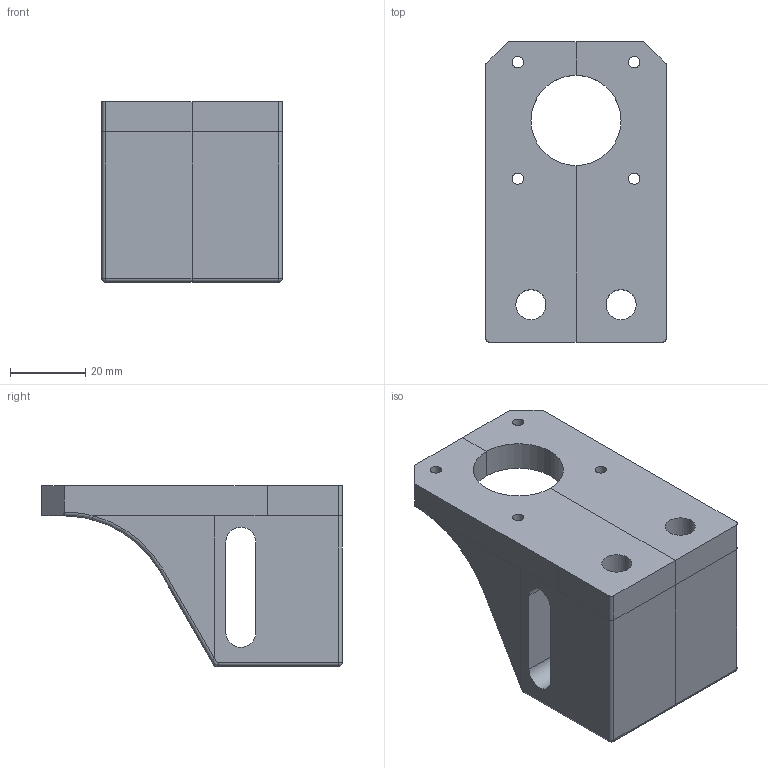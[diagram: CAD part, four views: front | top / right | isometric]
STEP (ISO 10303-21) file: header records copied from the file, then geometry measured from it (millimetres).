
FILE_DESCRIPTION(('FreeCAD Model'),'2;1');
FILE_NAME('NEMAMount.step','2015-05-06T16:31:53',('Author'),(''), 'Open CASCADE STEP processor 6.8','FreeCAD','Unknown');
FILE_SCHEMA(('AUTOMOTIVE_DESIGN_CC2 { 1 2 10303 214 -1 1 5 4 }'));
Length unit declared in the file: millimetre
Products named in the file (1): NEMAmount
Bounding box: 48 x 80 x 48 mm (x, y, z)
Volume: 78389.1 mm3; surface area: 23108.2 mm2
Topology: 1 solids, 1 shells, 68 faces, 171 edges, 99 vertices
Faces by surface type: plane 32, cylinder 24, bspline 8, torus 2, sphere 2
Full cylindrical faces by diameter (mm): 3 x4, 8 x2
Entity records: 6371 total; most frequent: CARTESIAN_POINT 3099, DIRECTION 575, LINE 348, VECTOR 348, ORIENTED_EDGE 334, PCURVE 334, DEFINITIONAL_REPRESENTATION 334, EDGE_CURVE 167
